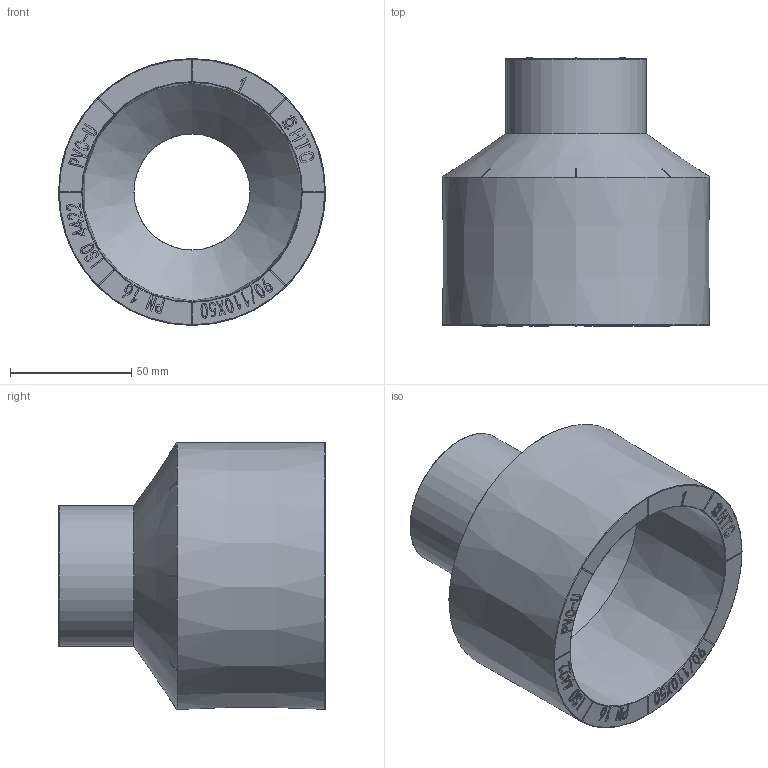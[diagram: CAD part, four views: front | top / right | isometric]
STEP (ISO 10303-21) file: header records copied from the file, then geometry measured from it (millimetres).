
FILE_DESCRIPTION(/* description */ (''),/* implementation_level */ '2;1');
FILE_NAME(/* name */ 'Z1Q090050.stp',/* time_stamp */ '2024-10-12T14:43:03+08:00',/* author */ (''),/* organization */ (''),/* preprocessor_version */ 'ST-DEVELOPER v16',/* originating_system */ 'SIEMENS PLM Software NX 10.0',/* authorisation */ '');
FILE_SCHEMA (('AUTOMOTIVE_DESIGN { 1 0 10303 214 3 1 1 1 }'));
Length unit declared in the file: millimetre
Products named in the file (1): gelv159C996B7vlw
Bounding box: 110.19 x 110.5 x 110.19 mm (x, y, z)
Volume: 285862.1 mm3; surface area: 65850.7 mm2
Topology: 1 solids, 1 shells, 1429 faces, 4144 edges, 2696 vertices
Faces by surface type: plane 1282, sphere 64, bspline 32, cylinder 24, cone 13, extrusion 10, torus 4
Full cylindrical faces by diameter (mm): 2.4 x1, 3.6 x1, 47.9 x1, 58 x1
Entity records: 51841 total; most frequent: CARTESIAN_POINT 19688, ORIENTED_EDGE 8126, DIRECTION 4475, EDGE_CURVE 4063, VERTEX_POINT 2692, B_SPLINE_CURVE_WITH_KNOTS 2592, AXIS2_PLACEMENT_3D 1595, EDGE_LOOP 1487
